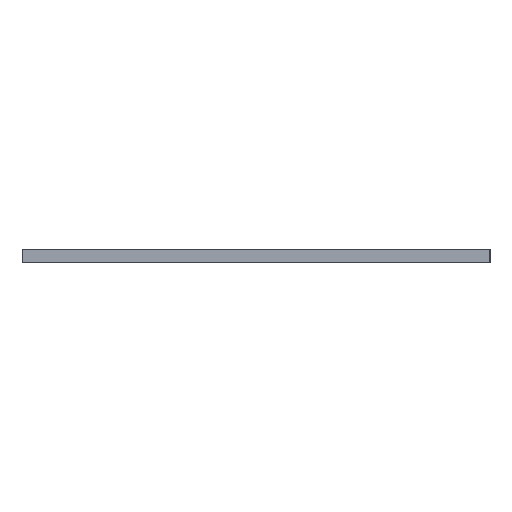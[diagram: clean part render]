
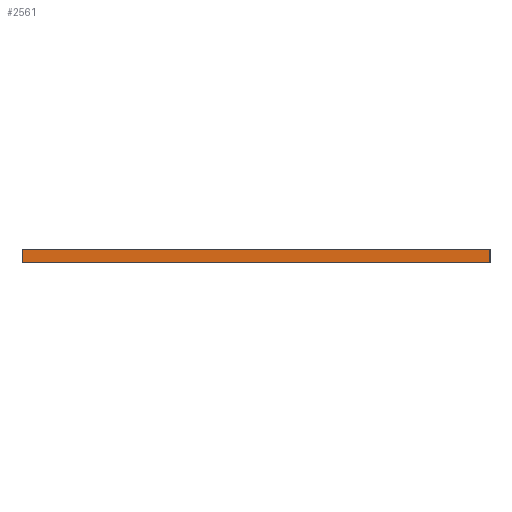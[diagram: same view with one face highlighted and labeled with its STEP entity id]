
A CAD part, left-side view. The second image highlights one B-rep face of the part: STEP entity #2561.
In plain terms, the highlighted planar face has unit normal (-1, 0, 0).
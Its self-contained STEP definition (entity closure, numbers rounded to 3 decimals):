
#345=FACE_OUTER_BOUND('',#471,.T.);
#471=EDGE_LOOP('',(#2111,#2112,#2113,#2114));
#747=LINE('',#4297,#999);
#748=LINE('',#4299,#1000);
#749=LINE('',#4301,#1001);
#750=LINE('',#4302,#1002);
#999=VECTOR('',#3551,10.);
#1000=VECTOR('',#3552,10.);
#1001=VECTOR('',#3553,10.);
#1002=VECTOR('',#3554,10.);
#1251=VERTEX_POINT('',#4295);
#1252=VERTEX_POINT('',#4296);
#1253=VERTEX_POINT('',#4298);
#1254=VERTEX_POINT('',#4300);
#1619=EDGE_CURVE('',#1251,#1252,#747,.T.);
#1620=EDGE_CURVE('',#1251,#1253,#748,.T.);
#1621=EDGE_CURVE('',#1254,#1253,#749,.T.);
#1622=EDGE_CURVE('',#1252,#1254,#750,.T.);
#2111=ORIENTED_EDGE('',*,*,#1619,.F.);
#2112=ORIENTED_EDGE('',*,*,#1620,.T.);
#2113=ORIENTED_EDGE('',*,*,#1621,.F.);
#2114=ORIENTED_EDGE('',*,*,#1622,.F.);
#2435=PLANE('',#2821);
#2561=ADVANCED_FACE('',(#345),#2435,.T.);
#2821=AXIS2_PLACEMENT_3D('',#4294,#3549,#3550);
#3549=DIRECTION('center_axis',(-1.,0.,0.));
#3550=DIRECTION('ref_axis',(0.,-1.,0.));
#3551=DIRECTION('',(0.,1.,0.));
#3552=DIRECTION('',(0.,0.,1.));
#3553=DIRECTION('',(0.,-1.,0.));
#3554=DIRECTION('',(0.,0.,1.));
#4294=CARTESIAN_POINT('Origin',(0.,0.,0.));
#4295=CARTESIAN_POINT('',(0.,-57.15,0.));
#4296=CARTESIAN_POINT('',(0.,0.,0.));
#4297=CARTESIAN_POINT('',(0.,-57.15,0.));
#4298=CARTESIAN_POINT('',(0.,-57.15,1.6));
#4299=CARTESIAN_POINT('',(0.,-57.15,0.));
#4300=CARTESIAN_POINT('',(0.,0.,1.6));
#4301=CARTESIAN_POINT('',(0.,-57.15,1.6));
#4302=CARTESIAN_POINT('',(0.,0.,0.));
